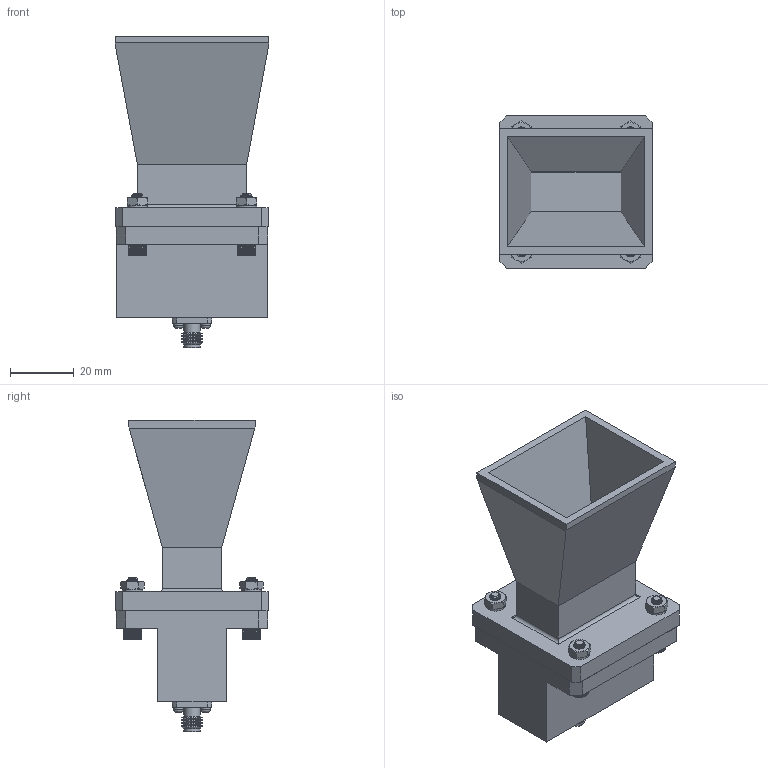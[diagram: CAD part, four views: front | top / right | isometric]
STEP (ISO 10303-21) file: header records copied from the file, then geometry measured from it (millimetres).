
FILE_DESCRIPTION (( 'STEP AP214' ), '1' );
FILE_NAME ('PEWAN112-10ELSF_3D.STEP', '2022-01-21T17:19:40', ( '' ), ( '' ), 'SwSTEP 2.0', 'SolidWorks 2021', '' );
FILE_SCHEMA (( 'AUTOMOTIVE_DESIGN' ));
Length unit declared in the file: inch
Products named in the file (6): PEWAN112-10; 6-32SH-HXx.625_92196A150; 6-32HN-NARROW_90730A007; PEWAN112-10ELSF_3D; PE9865; 6-LW
Assembly tree (14 placements, depth 2):
  PEWAN112-10ELSF_3D
    6-32SH-HXx.625_92196A150  x4
    6-LW  x4
    PE9865
    PEWAN112-10
    6-32HN-NARROW_90730A007  x4
Bounding box: 48.42 x 47.9 x 98.2 mm (x, y, z)
Volume: 60200.3 mm3; surface area: 33185.3 mm2
Topology: 14 solids, 19 shells, 1134 faces, 2615 edges, 1540 vertices
Faces by surface type: plane 709, cone 348, cylinder 52, bspline 20, torus 5
Full cylindrical faces by diameter (mm): 1 x1, 1.246 x4, 1.3 x1, 2.951 x4, 4.224 x1, 4.282 x1, 4.3 x5, 4.318 x4, 4.6 x1, 5.257 x1, 5.338 x1
Entity records: 15249 total; most frequent: CARTESIAN_POINT 5835, ORIENTED_EDGE 1922, DIRECTION 1687, EDGE_CURVE 961, AXIS2_PLACEMENT_3D 627, VERTEX_POINT 615, EDGE_LOOP 518, FACE_OUTER_BOUND 461
